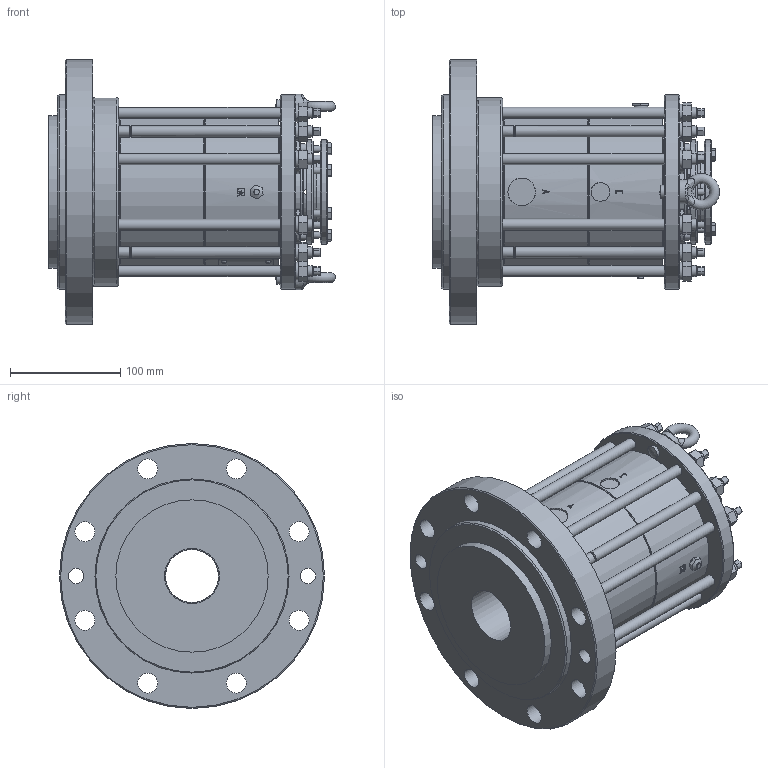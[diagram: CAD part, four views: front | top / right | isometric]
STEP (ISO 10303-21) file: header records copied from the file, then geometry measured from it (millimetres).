
FILE_DESCRIPTION(/* description */ ('Unknown'),/* implementation_level */ '2;1');
FILE_NAME(/* name */ '50mm',/* time_stamp */ '2023-04-14T11:23:21+01:00',/* author */ ('Unknown'),/* organization */ ('Unknown'),/* preprocessor_version */ 'ST-DEVELOPER v18.102',/* originating_system */ 'Solid Edge',/* authorisation */ 'Unknown');
FILE_SCHEMA (('AUTOMOTIVE_DESIGN {1 0 10303 214 3 1 1}'));
Length unit declared in the file: millimetre
Products named in the file (1): 50mm
Bounding box: 259.71 x 240 x 240 mm (x, y, z)
Volume: 4384179.1 mm3; surface area: 386592.1 mm2
Topology: 1 solids, 1 shells, 852 faces, 2122 edges, 1321 vertices
Faces by surface type: plane 370, cone 231, cylinder 168, torus 41, bspline 40, sphere 2
Full cylindrical faces by diameter (mm): 2.5 x4, 3.175 x2, 4.94 x1, 6 x6, 9.728 x1, 10 x4, 10.008 x40, 12 x2, 12.5 x1, 14 x2, 16.002 x1, 17 x1, 18 x8, 22 x2, 25 x2, 31.699 x4, 48 x1, 50 x1, 58.115 x1, 58.928 x1, 63.754 x1, 94.513 x2, 119.837 x1, 133.604 x1, 138 x1, 140.97 x1, 141.732 x1, 171.45 x1, 175.768 x1, 175.88 x1
Entity records: 31820 total; most frequent: CARTESIAN_POINT 7786, ORIENTED_EDGE 3616, DIRECTION 3525, EDGE_CURVE 1808, AXIS2_PLACEMENT_3D 1510, FACE_BOUND 1201, VERTEX_POINT 1197, EDGE_LOOP 1197
